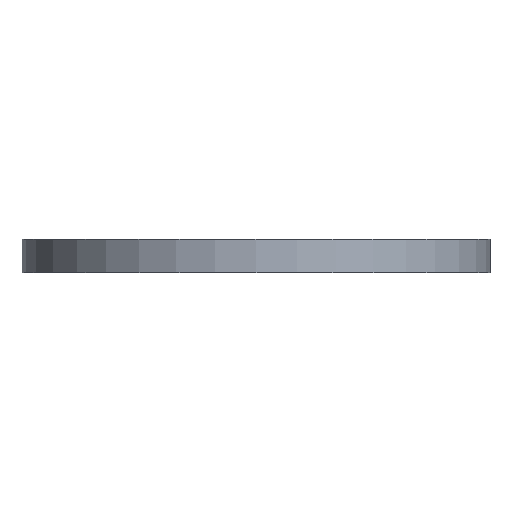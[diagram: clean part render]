
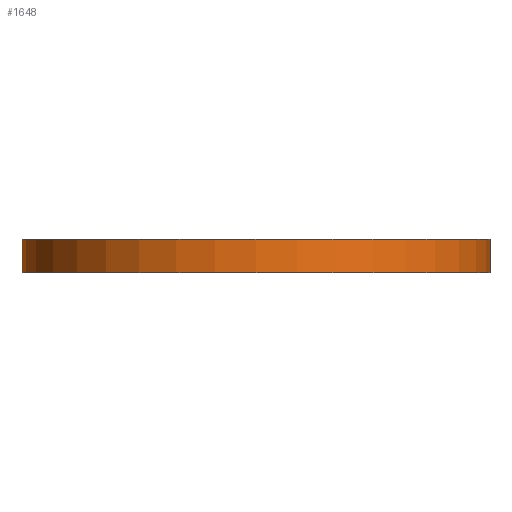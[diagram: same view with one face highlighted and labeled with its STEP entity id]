
A CAD part, front view. The second image highlights one B-rep face of the part: STEP entity #1648.
In plain terms, the highlighted cylindrical face has radius 70 mm (diameter 140 mm), a full revolution.
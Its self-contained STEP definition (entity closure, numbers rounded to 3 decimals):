
#26=CYLINDRICAL_SURFACE('',#1787,70.);
#202=LINE('',#2693,#403);
#403=VECTOR('',#2167,50.);
#485=FACE_OUTER_BOUND('',#570,.T.);
#570=EDGE_LOOP('',(#1389,#1390,#1391,#1392));
#608=CIRCLE('',#1701,70.);
#639=CIRCLE('',#1775,70.);
#650=VERTEX_POINT('',#2280);
#774=VERTEX_POINT('',#2613);
#812=EDGE_CURVE('',#650,#650,#608,.T.);
#978=EDGE_CURVE('',#774,#774,#639,.T.);
#1018=EDGE_CURVE('',#650,#774,#202,.T.);
#1389=ORIENTED_EDGE('',*,*,#812,.T.);
#1390=ORIENTED_EDGE('',*,*,#1018,.T.);
#1391=ORIENTED_EDGE('',*,*,#978,.T.);
#1392=ORIENTED_EDGE('',*,*,#1018,.F.);
#1648=ADVANCED_FACE('',(#485),#26,.T.);
#1701=AXIS2_PLACEMENT_3D('',#2281,#1829,#1830);
#1775=AXIS2_PLACEMENT_3D('',#2614,#2112,#2113);
#1787=AXIS2_PLACEMENT_3D('',#2692,#2165,#2166);
#1829=DIRECTION('center_axis',(0.,0.,-1.));
#1830=DIRECTION('ref_axis',(1.,0.,0.));
#2112=DIRECTION('center_axis',(0.,0.,1.));
#2113=DIRECTION('ref_axis',(1.,0.,0.));
#2165=DIRECTION('center_axis',(0.,0.,1.));
#2166=DIRECTION('ref_axis',(1.,0.,0.));
#2167=DIRECTION('',(0.,0.,-1.));
#2280=CARTESIAN_POINT('',(-70.,0.,-26.));
#2281=CARTESIAN_POINT('Origin',(0.,0.,-26.));
#2613=CARTESIAN_POINT('',(-70.,0.,-36.));
#2614=CARTESIAN_POINT('Origin',(0.,0.,-36.));
#2692=CARTESIAN_POINT('Origin',(0.,0.,10.));
#2693=CARTESIAN_POINT('',(-70.,0.,10.));
